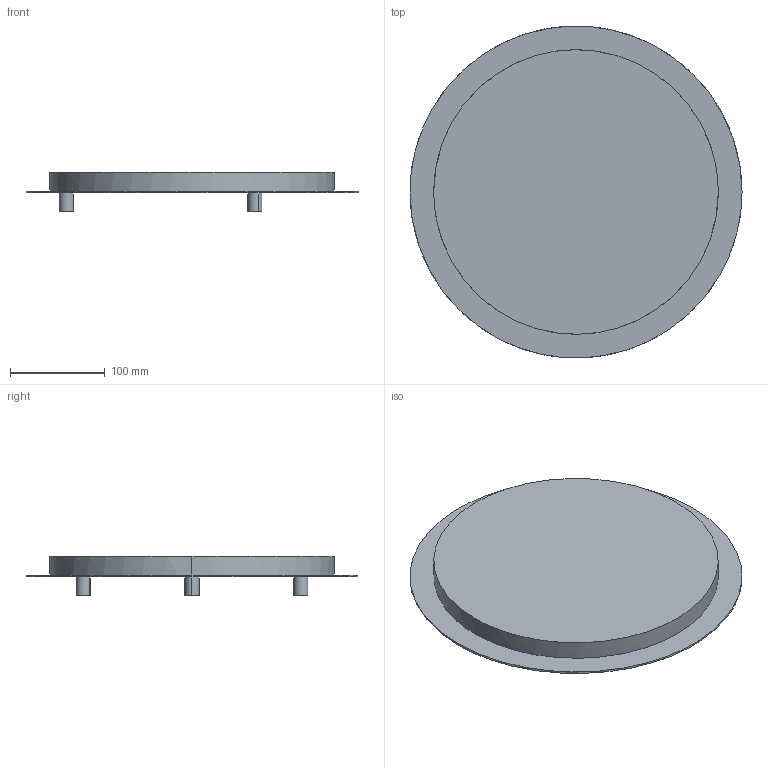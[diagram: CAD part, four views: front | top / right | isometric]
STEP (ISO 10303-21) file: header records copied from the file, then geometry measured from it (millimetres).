
FILE_DESCRIPTION(/* description */ (''),/* implementation_level */ '2;1');
FILE_NAME(/* name */ '1744.M.184_MOSE',/* time_stamp */ '2023-01-24T18:24:03+01:00',/* author */ (''),/* organization */ (''),/* preprocessor_version */ 'ST-DEVELOPER v16.5',/* originating_system */ 'Rhino 7.15',/* authorisation */ '');
FILE_SCHEMA (('CONFIG_CONTROL_DESIGN'));
Length unit declared in the file: millimetre
Products named in the file (1): Document
Bounding box: 350 x 349.67 x 42 mm (x, y, z)
Volume: 1616674.8 mm3; surface area: 358687 mm2
Topology: 5 solids, 5 shells, 20 faces, 30 edges, 20 vertices
Faces by surface type: plane 10, cylinder 10
Entity records: 496 total; most frequent: CARTESIAN_POINT 162, ORIENTED_EDGE 60, EDGE_CURVE 30, DIRECTION 24, AXIS2_PLACEMENT_3D 22, ADVANCED_FACE 20, FACE_OUTER_BOUND 20, EDGE_LOOP 20
